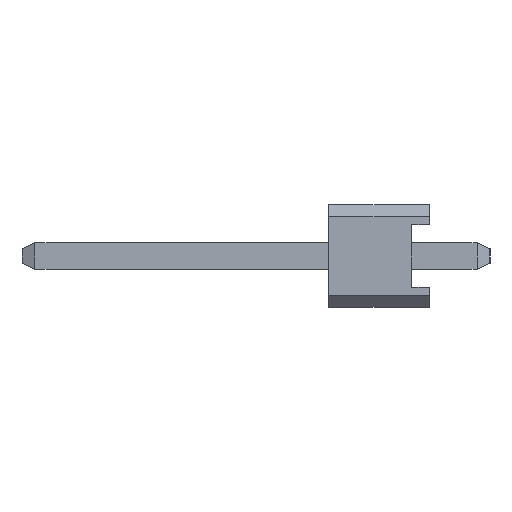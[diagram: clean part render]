
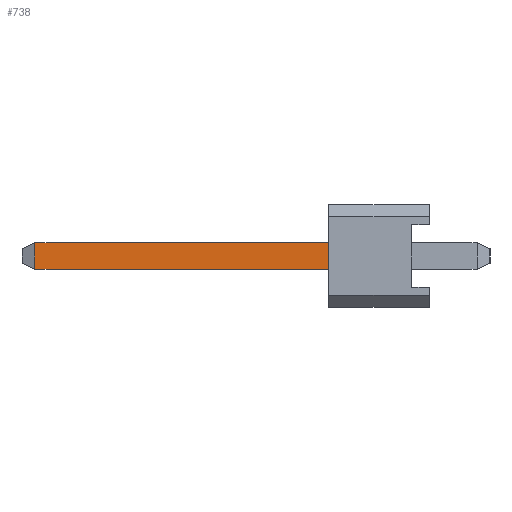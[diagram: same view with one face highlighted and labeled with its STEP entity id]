
A CAD part, left-side view. The second image highlights one B-rep face of the part: STEP entity #738.
In plain terms, the highlighted planar face has unit normal (-1, 0, 0).
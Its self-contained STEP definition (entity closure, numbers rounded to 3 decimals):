
#670 = EDGE_CURVE ( 'NONE', #701, #682, #5381, .T. ) ;
#671 = ORIENTED_EDGE ( 'NONE', *, *, #694, .T. ) ;
#674 = EDGE_CURVE ( 'NONE', #701, #1074, #5371, .T. ) ;
#681 = ORIENTED_EDGE ( 'NONE', *, *, #670, .T. ) ;
#682 = VERTEX_POINT ( 'NONE', #5419 ) ;
#694 = EDGE_CURVE ( 'NONE', #682, #1110, #5406, .T. ) ;
#695 = ORIENTED_EDGE ( 'NONE', *, *, #1109, .T. ) ;
#701 = VERTEX_POINT ( 'NONE', #5393 ) ;
#738 = ADVANCED_FACE ( 'NONE', ( #5465 ), #5464, .F. ) ;
#739 = ORIENTED_EDGE ( 'NONE', *, *, #674, .F. ) ;
#742 = EDGE_LOOP ( 'NONE', ( #739, #681, #671, #695 ) ) ;
#1074 = VERTEX_POINT ( 'NONE', #6123 ) ;
#1109 = EDGE_CURVE ( 'NONE', #1110, #1074, #6187, .T. ) ;
#1110 = VERTEX_POINT ( 'NONE', #6183 ) ;
#5368 = DIRECTION ( 'NONE',  ( 0., -1., 0. ) ) ;
#5369 = VECTOR ( 'NONE', #5368, 1000. ) ;
#5370 = CARTESIAN_POINT ( 'NONE',  ( -0.325, 10.1, 0.325 ) ) ;
#5371 = LINE ( 'NONE', #5370, #5369 ) ;
#5378 = DIRECTION ( 'NONE',  ( 0., 0., -1. ) ) ;
#5379 = VECTOR ( 'NONE', #5378, 1000. ) ;
#5380 = CARTESIAN_POINT ( 'NONE',  ( -0.325, 9.778, 0.325 ) ) ;
#5381 = LINE ( 'NONE', #5380, #5379 ) ;
#5393 = CARTESIAN_POINT ( 'NONE',  ( -0.325, 9.778, 0.325 ) ) ;
#5403 = DIRECTION ( 'NONE',  ( 0., -1., 0. ) ) ;
#5404 = VECTOR ( 'NONE', #5403, 1000. ) ;
#5405 = CARTESIAN_POINT ( 'NONE',  ( -0.325, 10.1, -0.325 ) ) ;
#5406 = LINE ( 'NONE', #5405, #5404 ) ;
#5419 = CARTESIAN_POINT ( 'NONE',  ( -0.325, 9.778, -0.325 ) ) ;
#5460 = DIRECTION ( 'NONE',  ( 0., 0., -1. ) ) ;
#5461 = DIRECTION ( 'NONE',  ( 1., 0., 0. ) ) ;
#5462 = CARTESIAN_POINT ( 'NONE',  ( -0.325, 10.1, 0.325 ) ) ;
#5463 = AXIS2_PLACEMENT_3D ( 'NONE', #5462, #5461, #5460 ) ;
#5464 = PLANE ( 'NONE',  #5463 ) ;
#5465 = FACE_OUTER_BOUND ( 'NONE', #742, .T. ) ;
#6123 = CARTESIAN_POINT ( 'NONE',  ( -0.325, 2.5, 0.325 ) ) ;
#6183 = CARTESIAN_POINT ( 'NONE',  ( -0.325, 2.5, -0.325 ) ) ;
#6184 = DIRECTION ( 'NONE',  ( 0., 0., 1. ) ) ;
#6185 = VECTOR ( 'NONE', #6184, 1000. ) ;
#6186 = CARTESIAN_POINT ( 'NONE',  ( -0.325, 2.5, -1.27 ) ) ;
#6187 = LINE ( 'NONE', #6186, #6185 ) ;
